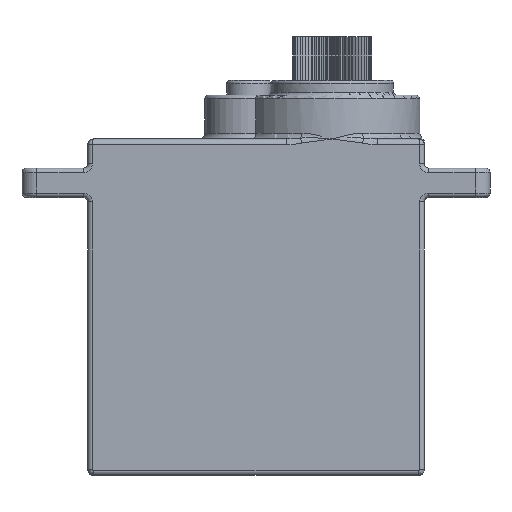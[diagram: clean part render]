
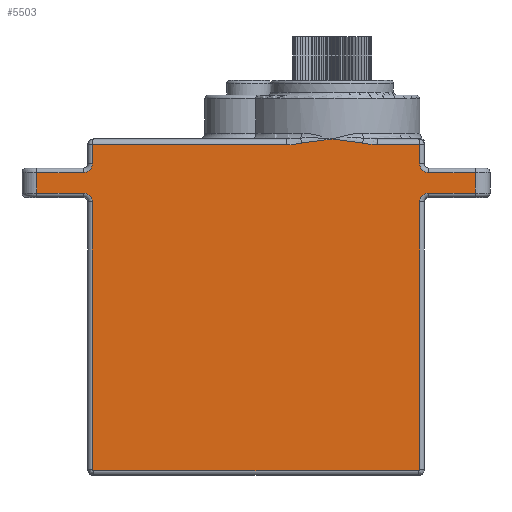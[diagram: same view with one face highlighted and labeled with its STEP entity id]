
A CAD part, left-side view. The second image highlights one B-rep face of the part: STEP entity #5503.
In plain terms, the highlighted planar face has unit normal (-1, 0, 0).
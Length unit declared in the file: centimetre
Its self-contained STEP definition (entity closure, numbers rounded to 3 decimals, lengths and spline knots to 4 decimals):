
#84=B_SPLINE_CURVE_WITH_KNOTS('',3,(#8115,#8116,#8117,#8118),
 .UNSPECIFIED.,.F.,.F.,(4,4),(0.,0.1029),.UNSPECIFIED.);
#85=B_SPLINE_CURVE_WITH_KNOTS('',3,(#8120,#8121,#8122,#8123,#8124,#8125,
#8126,#8127),.UNSPECIFIED.,.F.,.F.,(4,2,1,1,4),(-0.001,0.,
0.1253,0.167,0.2088),.UNSPECIFIED.);
#86=B_SPLINE_CURVE_WITH_KNOTS('',3,(#8129,#8130,#8131,#8132,#8133,#8134),
 .UNSPECIFIED.,.F.,.F.,(4,2,4),(0.,0.2088,0.2098),
 .UNSPECIFIED.);
#87=B_SPLINE_CURVE_WITH_KNOTS('',3,(#8136,#8137,#8138,#8139),
 .UNSPECIFIED.,.F.,.F.,(4,4),(0.,0.1029),.UNSPECIFIED.);
#143=PLANE('',#5843);
#304=LINE('',#8093,#836);
#306=LINE('',#8099,#838);
#307=LINE('',#8103,#839);
#308=LINE('',#8105,#840);
#309=LINE('',#8107,#841);
#310=LINE('',#8111,#842);
#311=LINE('',#8113,#843);
#312=LINE('',#8141,#844);
#313=LINE('',#8143,#845);
#314=LINE('',#8147,#846);
#315=LINE('',#8149,#847);
#316=LINE('',#8151,#848);
#317=LINE('',#8155,#849);
#836=VECTOR('',#6429,1.);
#838=VECTOR('',#6435,1.);
#839=VECTOR('',#6438,1.);
#840=VECTOR('',#6439,1.);
#841=VECTOR('',#6440,1.);
#842=VECTOR('',#6443,1.);
#843=VECTOR('',#6444,1.);
#844=VECTOR('',#6445,1.);
#845=VECTOR('',#6446,1.);
#846=VECTOR('',#6449,1.);
#847=VECTOR('',#6450,1.);
#848=VECTOR('',#6451,1.);
#849=VECTOR('',#6454,1.);
#1485=FACE_OUTER_BOUND('',#1811,.T.);
#1811=EDGE_LOOP('',(#3817,#3818,#3819,#3820,#3821,#3822,#3823,#3824,#3825,
#3826,#3827,#3828,#3829,#3830,#3831,#3832,#3833,#3834,#3835,#3836,#3837,
#3838,#3839));
#2138=CIRCLE('',#5825,0.01);
#2146=CIRCLE('',#5844,0.06);
#2147=CIRCLE('',#5845,0.06);
#2148=CIRCLE('',#5846,0.06);
#2149=CIRCLE('',#5847,0.06);
#2150=CIRCLE('',#5848,0.01);
#2396=VERTEX_POINT('',#8040);
#2397=VERTEX_POINT('',#8042);
#2411=VERTEX_POINT('',#8092);
#2413=VERTEX_POINT('',#8098);
#2414=VERTEX_POINT('',#8100);
#2415=VERTEX_POINT('',#8102);
#2416=VERTEX_POINT('',#8104);
#2417=VERTEX_POINT('',#8106);
#2418=VERTEX_POINT('',#8108);
#2419=VERTEX_POINT('',#8110);
#2420=VERTEX_POINT('',#8112);
#2421=VERTEX_POINT('',#8114);
#2422=VERTEX_POINT('',#8119);
#2423=VERTEX_POINT('',#8128);
#2424=VERTEX_POINT('',#8135);
#2425=VERTEX_POINT('',#8140);
#2426=VERTEX_POINT('',#8142);
#2427=VERTEX_POINT('',#8144);
#2428=VERTEX_POINT('',#8146);
#2429=VERTEX_POINT('',#8148);
#2430=VERTEX_POINT('',#8150);
#2431=VERTEX_POINT('',#8152);
#2432=VERTEX_POINT('',#8154);
#2933=EDGE_CURVE('',#2396,#2397,#2138,.T.);
#2954=EDGE_CURVE('',#2397,#2411,#304,.T.);
#2957=EDGE_CURVE('',#2413,#2396,#306,.T.);
#2958=EDGE_CURVE('',#2414,#2413,#2146,.T.);
#2959=EDGE_CURVE('',#2415,#2414,#307,.T.);
#2960=EDGE_CURVE('',#2416,#2415,#308,.T.);
#2961=EDGE_CURVE('',#2417,#2416,#309,.T.);
#2962=EDGE_CURVE('',#2418,#2417,#2147,.T.);
#2963=EDGE_CURVE('',#2419,#2418,#310,.T.);
#2964=EDGE_CURVE('',#2420,#2419,#311,.T.);
#2965=EDGE_CURVE('',#2421,#2420,#84,.T.);
#2966=EDGE_CURVE('',#2422,#2421,#85,.T.);
#2967=EDGE_CURVE('',#2423,#2422,#86,.T.);
#2968=EDGE_CURVE('',#2424,#2423,#87,.T.);
#2969=EDGE_CURVE('',#2425,#2424,#312,.T.);
#2970=EDGE_CURVE('',#2426,#2425,#313,.T.);
#2971=EDGE_CURVE('',#2427,#2426,#2148,.T.);
#2972=EDGE_CURVE('',#2428,#2427,#314,.T.);
#2973=EDGE_CURVE('',#2429,#2428,#315,.T.);
#2974=EDGE_CURVE('',#2430,#2429,#316,.T.);
#2975=EDGE_CURVE('',#2431,#2430,#2149,.T.);
#2976=EDGE_CURVE('',#2432,#2431,#317,.T.);
#2977=EDGE_CURVE('',#2411,#2432,#2150,.T.);
#3817=ORIENTED_EDGE('',*,*,#2933,.F.);
#3818=ORIENTED_EDGE('',*,*,#2957,.F.);
#3819=ORIENTED_EDGE('',*,*,#2958,.F.);
#3820=ORIENTED_EDGE('',*,*,#2959,.F.);
#3821=ORIENTED_EDGE('',*,*,#2960,.F.);
#3822=ORIENTED_EDGE('',*,*,#2961,.F.);
#3823=ORIENTED_EDGE('',*,*,#2962,.F.);
#3824=ORIENTED_EDGE('',*,*,#2963,.F.);
#3825=ORIENTED_EDGE('',*,*,#2964,.F.);
#3826=ORIENTED_EDGE('',*,*,#2965,.F.);
#3827=ORIENTED_EDGE('',*,*,#2966,.F.);
#3828=ORIENTED_EDGE('',*,*,#2967,.F.);
#3829=ORIENTED_EDGE('',*,*,#2968,.F.);
#3830=ORIENTED_EDGE('',*,*,#2969,.F.);
#3831=ORIENTED_EDGE('',*,*,#2970,.F.);
#3832=ORIENTED_EDGE('',*,*,#2971,.F.);
#3833=ORIENTED_EDGE('',*,*,#2972,.F.);
#3834=ORIENTED_EDGE('',*,*,#2973,.F.);
#3835=ORIENTED_EDGE('',*,*,#2974,.F.);
#3836=ORIENTED_EDGE('',*,*,#2975,.F.);
#3837=ORIENTED_EDGE('',*,*,#2976,.F.);
#3838=ORIENTED_EDGE('',*,*,#2977,.F.);
#3839=ORIENTED_EDGE('',*,*,#2954,.F.);
#5503=ADVANCED_FACE('',(#1485),#143,.T.);
#5825=AXIS2_PLACEMENT_3D('',#8043,#6385,#6386);
#5843=AXIS2_PLACEMENT_3D('',#8097,#6433,#6434);
#5844=AXIS2_PLACEMENT_3D('',#8101,#6436,#6437);
#5845=AXIS2_PLACEMENT_3D('',#8109,#6441,#6442);
#5846=AXIS2_PLACEMENT_3D('',#8145,#6447,#6448);
#5847=AXIS2_PLACEMENT_3D('',#8153,#6452,#6453);
#5848=AXIS2_PLACEMENT_3D('',#8156,#6455,#6456);
#6385=DIRECTION('center_axis',(1.,0.,0.));
#6386=DIRECTION('ref_axis',(0.,-0.707,-0.707));
#6429=DIRECTION('',(0.,1.,0.));
#6433=DIRECTION('center_axis',(-1.,0.,0.));
#6434=DIRECTION('ref_axis',(0.,-1.,0.));
#6435=DIRECTION('',(0.,0.,-1.));
#6436=DIRECTION('center_axis',(-1.,0.,0.));
#6437=DIRECTION('ref_axis',(0.,0.707,0.707));
#6438=DIRECTION('',(0.,1.,0.));
#6439=DIRECTION('',(0.,0.,-1.));
#6440=DIRECTION('',(0.,-1.,0.));
#6441=DIRECTION('center_axis',(-1.,0.,0.));
#6442=DIRECTION('ref_axis',(0.,0.707,-0.707));
#6443=DIRECTION('',(0.,0.,-1.));
#6444=DIRECTION('',(0.,-1.,0.));
#6445=DIRECTION('',(0.,-1.,0.));
#6446=DIRECTION('',(0.,0.,1.));
#6447=DIRECTION('center_axis',(-1.,0.,0.));
#6448=DIRECTION('ref_axis',(0.,-0.707,-0.707));
#6449=DIRECTION('',(0.,-1.,0.));
#6450=DIRECTION('',(0.,0.,1.));
#6451=DIRECTION('',(0.,1.,0.));
#6452=DIRECTION('center_axis',(-1.,0.,0.));
#6453=DIRECTION('ref_axis',(0.,-0.707,0.707));
#6454=DIRECTION('',(0.,0.,1.));
#6455=DIRECTION('center_axis',(1.,0.,0.));
#6456=DIRECTION('ref_axis',(0.,0.707,-0.707));
#8040=CARTESIAN_POINT('',(-0.6,-1.12,0.04));
#8042=CARTESIAN_POINT('',(-0.6,-1.11,0.03));
#8043=CARTESIAN_POINT('Origin',(-0.6,-1.11,0.04));
#8092=CARTESIAN_POINT('',(-0.6,1.11,0.03));
#8093=CARTESIAN_POINT('',(-0.6,0.575,0.03));
#8097=CARTESIAN_POINT('Origin',(-0.6,1.15,0.));
#8098=CARTESIAN_POINT('',(-0.6,-1.12,1.87));
#8099=CARTESIAN_POINT('',(-0.6,-1.12,0.));
#8100=CARTESIAN_POINT('',(-0.6,-1.18,1.93));
#8101=CARTESIAN_POINT('Origin',(-0.6,-1.18,1.87));
#8102=CARTESIAN_POINT('',(-0.6,-1.5,1.93));
#8103=CARTESIAN_POINT('',(-0.6,0.575,1.93));
#8104=CARTESIAN_POINT('',(-0.6,-1.5,2.07));
#8105=CARTESIAN_POINT('',(-0.6,-1.5,0.95));
#8106=CARTESIAN_POINT('',(-0.6,-1.18,2.07));
#8107=CARTESIAN_POINT('',(-0.6,0.575,2.07));
#8108=CARTESIAN_POINT('',(-0.6,-1.12,2.13));
#8109=CARTESIAN_POINT('Origin',(-0.6,-1.18,2.13));
#8110=CARTESIAN_POINT('',(-0.6,-1.12,2.26));
#8111=CARTESIAN_POINT('',(-0.6,-1.12,1.05));
#8112=CARTESIAN_POINT('',(-0.6,-0.83,2.26));
#8113=CARTESIAN_POINT('',(-0.6,0.575,2.26));
#8114=CARTESIAN_POINT('',(-0.6,-0.728,2.2723));
#8115=CARTESIAN_POINT('Ctrl Pts',(-0.6,-0.728,2.2723));
#8116=CARTESIAN_POINT('Ctrl Pts',(-0.6,-0.7615,2.265));
#8117=CARTESIAN_POINT('Ctrl Pts',(-0.6,-0.7957,2.26));
#8118=CARTESIAN_POINT('Ctrl Pts',(-0.6,-0.83,2.26));
#8119=CARTESIAN_POINT('',(-0.6,-0.5201,2.3));
#8120=CARTESIAN_POINT('Ctrl Pts',(-0.6,-0.5201,2.3));
#8121=CARTESIAN_POINT('Ctrl Pts',(-0.6,-0.5205,2.3));
#8122=CARTESIAN_POINT('Ctrl Pts',(-0.6,-0.5208,2.2999));
#8123=CARTESIAN_POINT('Ctrl Pts',(-0.6,-0.5627,
2.2955));
#8124=CARTESIAN_POINT('Ctrl Pts',(-0.6,-0.618,2.2898));
#8125=CARTESIAN_POINT('Ctrl Pts',(-0.6,-0.687,2.2802));
#8126=CARTESIAN_POINT('Ctrl Pts',(-0.6,-0.7144,2.2753));
#8127=CARTESIAN_POINT('Ctrl Pts',(-0.6,-0.728,2.2723));
#8128=CARTESIAN_POINT('',(-0.6,-0.3123,2.2723));
#8129=CARTESIAN_POINT('Ctrl Pts',(-0.6,-0.3123,2.2723));
#8130=CARTESIAN_POINT('Ctrl Pts',(-0.6,-0.3802,2.2872));
#8131=CARTESIAN_POINT('Ctrl Pts',(-0.6,-0.45,
2.2924));
#8132=CARTESIAN_POINT('Ctrl Pts',(-0.6,-0.5195,2.2999));
#8133=CARTESIAN_POINT('Ctrl Pts',(-0.6,-0.5198,2.3));
#8134=CARTESIAN_POINT('Ctrl Pts',(-0.6,-0.5201,2.3));
#8135=CARTESIAN_POINT('',(-0.6,-0.2103,2.26));
#8136=CARTESIAN_POINT('Ctrl Pts',(-0.6,-0.2103,2.26));
#8137=CARTESIAN_POINT('Ctrl Pts',(-0.6,-0.2446,2.26));
#8138=CARTESIAN_POINT('Ctrl Pts',(-0.6,-0.2788,2.265));
#8139=CARTESIAN_POINT('Ctrl Pts',(-0.6,-0.3123,2.2723));
#8140=CARTESIAN_POINT('',(-0.6,1.12,2.26));
#8141=CARTESIAN_POINT('',(-0.6,0.575,2.26));
#8142=CARTESIAN_POINT('',(-0.6,1.12,2.13));
#8143=CARTESIAN_POINT('',(-0.6,1.12,1.05));
#8144=CARTESIAN_POINT('',(-0.6,1.18,2.07));
#8145=CARTESIAN_POINT('Origin',(-0.6,1.18,2.13));
#8146=CARTESIAN_POINT('',(-0.6,1.5,2.07));
#8147=CARTESIAN_POINT('',(-0.6,0.575,2.07));
#8148=CARTESIAN_POINT('',(-0.6,1.5,1.93));
#8149=CARTESIAN_POINT('',(-0.6,1.5,0.95));
#8150=CARTESIAN_POINT('',(-0.6,1.18,1.93));
#8151=CARTESIAN_POINT('',(-0.6,0.575,1.93));
#8152=CARTESIAN_POINT('',(-0.6,1.12,1.87));
#8153=CARTESIAN_POINT('Origin',(-0.6,1.18,1.87));
#8154=CARTESIAN_POINT('',(-0.6,1.12,0.04));
#8155=CARTESIAN_POINT('',(-0.6,1.12,0.));
#8156=CARTESIAN_POINT('Origin',(-0.6,1.11,0.04));
